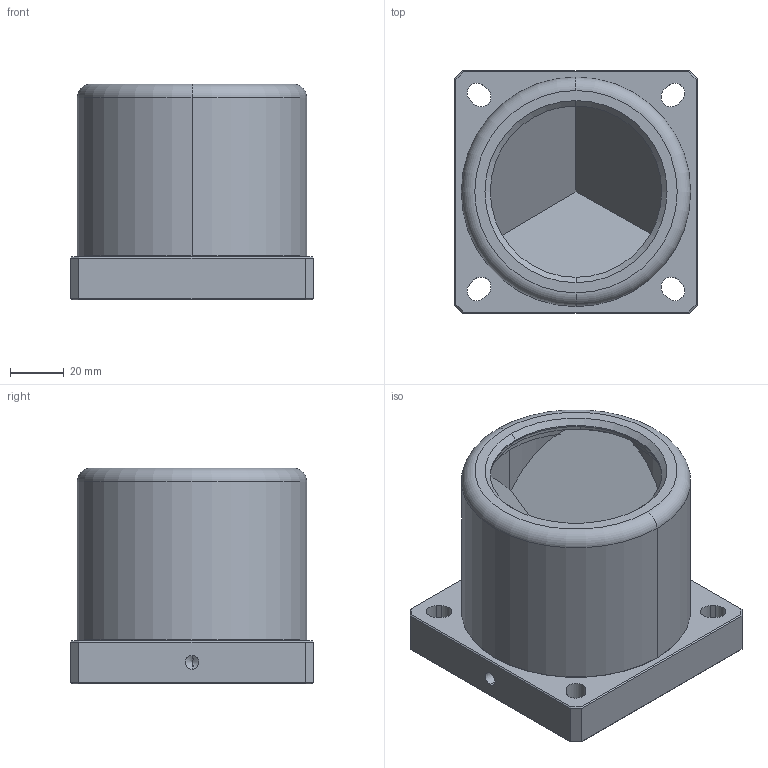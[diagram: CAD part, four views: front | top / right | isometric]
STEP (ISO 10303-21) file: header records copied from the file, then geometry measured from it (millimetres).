
FILE_DESCRIPTION (( 'STEP AP214' ), '1' );
FILE_NAME ('374532.STEP', '2020-05-12T03:57:58', ( 'user' ), ( '微软中国' ), 'SwSTEP 2.0', 'SolidWorks 2016', '' );
FILE_SCHEMA (( 'AUTOMOTIVE_DESIGN' ));
Length unit declared in the file: millimetre
Products named in the file (1): 374532
Bounding box: 90 x 90 x 80 mm (x, y, z)
Volume: 308476.3 mm3; surface area: 82751.6 mm2
Topology: 8 solids, 8 shells, 274 faces, 638 edges, 373 vertices
Faces by surface type: plane 116, cylinder 92, cone 56, torus 10
Entity records: 10641 total; most frequent: DIRECTION 1394, CARTESIAN_POINT 1278, ORIENTED_EDGE 1200, EDGE_CURVE 600, AXIS2_PLACEMENT_3D 529, VERTEX_POINT 373, VECTOR 336, LINE 336
